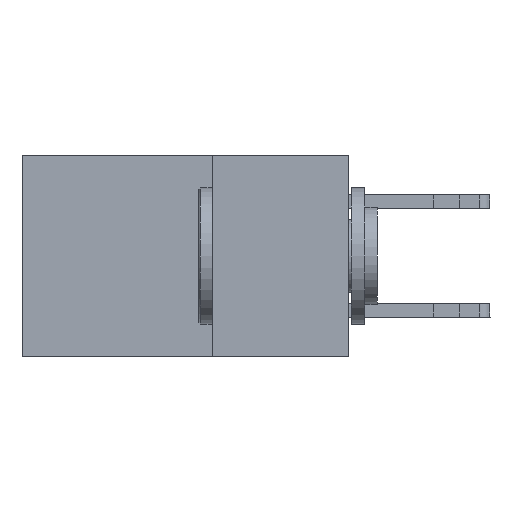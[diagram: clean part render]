
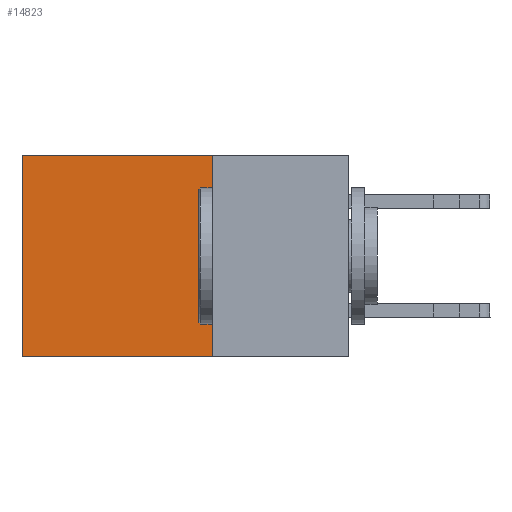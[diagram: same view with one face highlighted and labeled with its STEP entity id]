
A CAD part, left-side view. The second image highlights one B-rep face of the part: STEP entity #14823.
In plain terms, the highlighted planar face has unit normal (-1, 0, 0).
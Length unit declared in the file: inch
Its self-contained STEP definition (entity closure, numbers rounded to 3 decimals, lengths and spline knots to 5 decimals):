
#811 = VECTOR ( 'NONE', #20606, 39.37008 ) ;
#1299 = DIRECTION ( 'NONE',  ( 0., 0., -1. ) ) ;
#2732 = LINE ( 'NONE', #21986, #11265 ) ;
#3634 = LINE ( 'NONE', #18195, #5241 ) ;
#4979 = CARTESIAN_POINT ( 'NONE',  ( 0.298, 0.25, -0.37 ) ) ;
#5099 = EDGE_LOOP ( 'NONE', ( #7171, #20494, #16251, #13622 ) ) ;
#5241 = VECTOR ( 'NONE', #14477, 39.37008 ) ;
#5603 = AXIS2_PLACEMENT_3D ( 'NONE', #16711, #10061, #22131 ) ;
#6588 = CARTESIAN_POINT ( 'NONE',  ( 0.298, 0.25, -0.37 ) ) ;
#7171 = ORIENTED_EDGE ( 'NONE', *, *, #7409, .T. ) ;
#7409 = EDGE_CURVE ( 'NONE', #21850, #14121, #7463, .T. ) ;
#7463 = LINE ( 'NONE', #18753, #13890 ) ;
#7854 = CARTESIAN_POINT ( 'NONE',  ( 0.298, 0.25, 0. ) ) ;
#8202 = CARTESIAN_POINT ( 'NONE',  ( 0.298, 0.6, -0.37 ) ) ;
#9863 = LINE ( 'NONE', #4979, #811 ) ;
#10061 = DIRECTION ( 'NONE',  ( 1., 0., 0. ) ) ;
#10320 = VERTEX_POINT ( 'NONE', #7854 ) ;
#11265 = VECTOR ( 'NONE', #1299, 39.37008 ) ;
#11393 = EDGE_CURVE ( 'NONE', #10320, #19368, #2732, .T. ) ;
#11720 = PLANE ( 'NONE',  #5603 ) ;
#12777 = EDGE_CURVE ( 'NONE', #19368, #14121, #9863, .T. ) ;
#13518 = CARTESIAN_POINT ( 'NONE',  ( 0.298, 0.6, 0. ) ) ;
#13622 = ORIENTED_EDGE ( 'NONE', *, *, #19613, .T. ) ;
#13890 = VECTOR ( 'NONE', #21989, 39.37008 ) ;
#14121 = VERTEX_POINT ( 'NONE', #8202 ) ;
#14477 = DIRECTION ( 'NONE',  ( 0., 1., 0. ) ) ;
#14823 = ADVANCED_FACE ( 'NONE', ( #18343 ), #11720, .F. ) ;
#16251 = ORIENTED_EDGE ( 'NONE', *, *, #11393, .F. ) ;
#16711 = CARTESIAN_POINT ( 'NONE',  ( 0.298, 0.25, 0. ) ) ;
#18195 = CARTESIAN_POINT ( 'NONE',  ( 0.298, 0.25, 0. ) ) ;
#18343 = FACE_OUTER_BOUND ( 'NONE', #5099, .T. ) ;
#18753 = CARTESIAN_POINT ( 'NONE',  ( 0.298, 0.6, 0. ) ) ;
#19368 = VERTEX_POINT ( 'NONE', #6588 ) ;
#19613 = EDGE_CURVE ( 'NONE', #10320, #21850, #3634, .T. ) ;
#20494 = ORIENTED_EDGE ( 'NONE', *, *, #12777, .F. ) ;
#20606 = DIRECTION ( 'NONE',  ( 0., 1., 0. ) ) ;
#21850 = VERTEX_POINT ( 'NONE', #13518 ) ;
#21986 = CARTESIAN_POINT ( 'NONE',  ( 0.298, 0.25, 0. ) ) ;
#21989 = DIRECTION ( 'NONE',  ( 0., 0., -1. ) ) ;
#22131 = DIRECTION ( 'NONE',  ( 0., 0., -1. ) ) ;
